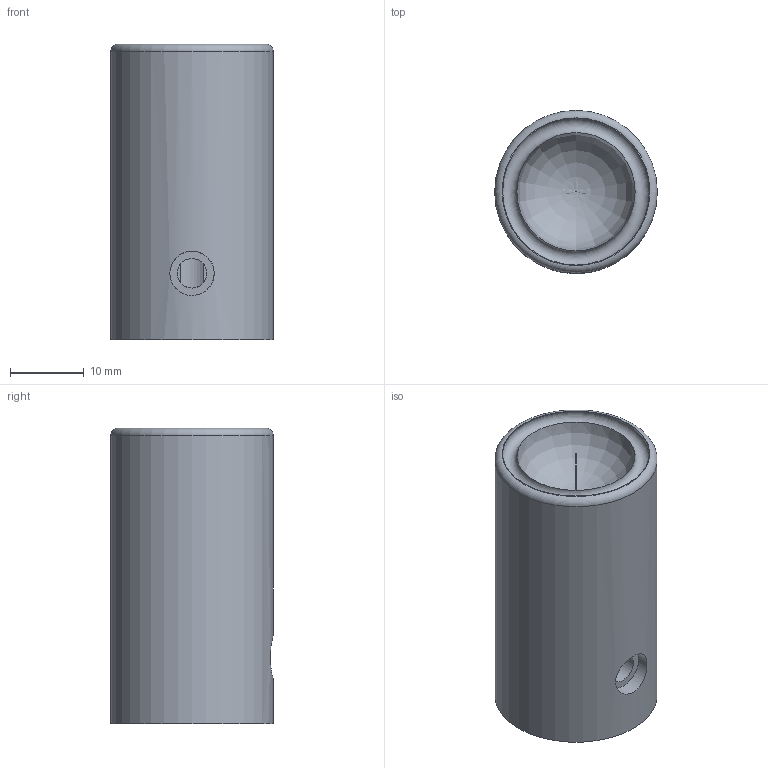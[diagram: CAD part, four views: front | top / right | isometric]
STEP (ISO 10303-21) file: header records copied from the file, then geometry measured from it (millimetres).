
FILE_DESCRIPTION(('FreeCAD Model'),'2;1');
FILE_NAME('Open CASCADE Shape Model','2026-03-16T19:11:20',(''),(''), 'Open CASCADE STEP processor 7.8','FreeCAD','Unknown');
FILE_SCHEMA(('AUTOMOTIVE_DESIGN { 1 0 10303 214 1 1 1 1 }'));
Length unit declared in the file: millimetre
Products named in the file (1): EiAndockerLinksORing16x2
Bounding box: 22 x 22 x 40 mm (x, y, z)
Volume: 13684.8 mm3; surface area: 4109.4 mm2
Topology: 1 solids, 1 shells, 17 faces, 34 edges, 21 vertices
Faces by surface type: plane 9, cylinder 5, torus 2, revolution 1
Full cylindrical faces by diameter (mm): 0.003 x1, 4 x1, 6 x1, 22 x1
Entity records: 642 total; most frequent: CARTESIAN_POINT 245, DIRECTION 87, ORIENTED_EDGE 68, AXIS2_PLACEMENT_3D 37, EDGE_CURVE 34, FACE_BOUND 21, EDGE_LOOP 21, VERTEX_POINT 21
